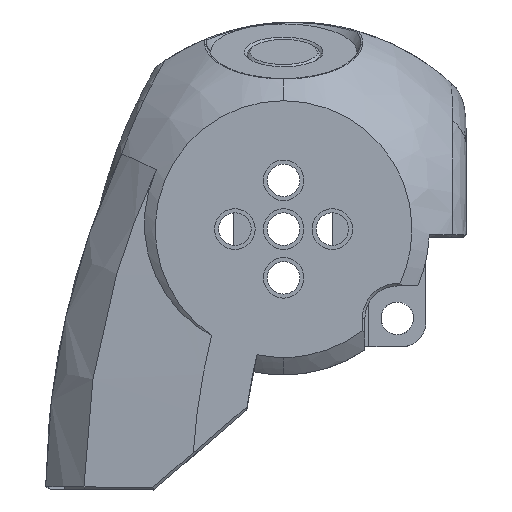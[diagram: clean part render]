
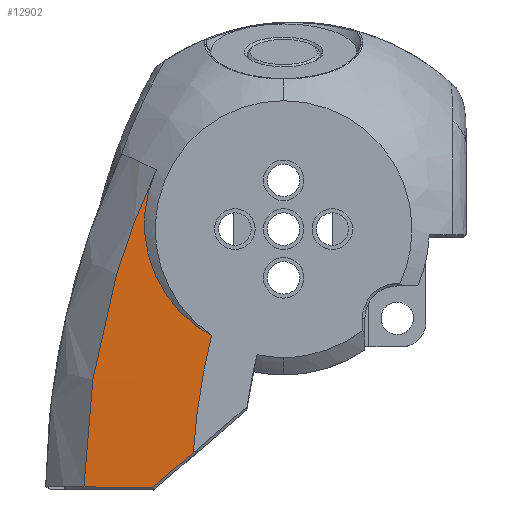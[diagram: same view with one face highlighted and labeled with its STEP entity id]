
A CAD part, left-side view. The second image highlights one B-rep face of the part: STEP entity #12902.
In plain terms, the highlighted conical face has half-angle 85.236 degrees and reference radius 95.279 mm.
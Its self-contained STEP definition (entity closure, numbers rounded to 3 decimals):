
#286 = CARTESIAN_POINT ( 'NONE',  ( -22.449, 21.774, -38.077 ) ) ;
#366 = CARTESIAN_POINT ( 'NONE',  ( -21.745, 26.039, -15.209 ) ) ;
#444 = EDGE_CURVE ( 'NONE', #3233, #9326, #5597, .T. ) ;
#799 = CARTESIAN_POINT ( 'NONE',  ( -21.393, 34.579, -41.745 ) ) ;
#1231 = DIRECTION ( 'NONE',  ( 0., 0., -1. ) ) ;
#1251 = CARTESIAN_POINT ( 'NONE',  ( -22.5, 18.864, -23.093 ) ) ;
#1662 = CARTESIAN_POINT ( 'NONE',  ( -21.458, 27.081, -7.928 ) ) ;
#1724 = CARTESIAN_POINT ( 'NONE',  ( -21.446, 27.028, -7.429 ) ) ;
#1878 = DIRECTION ( 'NONE',  ( 1., 0., 0. ) ) ;
#2269 = CARTESIAN_POINT ( 'NONE',  ( -21.393, 30.697, -15.191 ) ) ;
#2553 = CARTESIAN_POINT ( 'NONE',  ( -22.19, 22.133, -20.847 ) ) ;
#2615 = CARTESIAN_POINT ( 'NONE',  ( -22.46, 19.306, -22.863 ) ) ;
#2677 = CARTESIAN_POINT ( 'NONE',  ( -21.628, 31.765, -41.773 ) ) ;
#2855 = B_SPLINE_CURVE_WITH_KNOTS ( 'NONE', 3,
 ( #12316, #2677, #13687, #5386 ),
 .UNSPECIFIED., .F., .F.,
 ( 4, 4 ),
 ( 0., 0.008 ),
 .UNSPECIFIED. ) ;
#3061 = CARTESIAN_POINT ( 'NONE',  ( -22.5, 18.864, -23.093 ) ) ;
#3080 = CARTESIAN_POINT ( 'NONE',  ( -21.419, 26.776, -5.966 ) ) ;
#3233 = VERTEX_POINT ( 'NONE', #3240 ) ;
#3240 = CARTESIAN_POINT ( 'NONE',  ( -21.393, 25.66, -2.697 ) ) ;
#3319 = CARTESIAN_POINT ( 'NONE',  ( -22.118, 22.837, -20.16 ) ) ;
#3610 = CARTESIAN_POINT ( 'NONE',  ( -21.393, 25.66, -2.697 ) ) ;
#3795 = CARTESIAN_POINT ( 'NONE',  ( -21.604, 26.859, -12.352 ) ) ;
#3865 = VERTEX_POINT ( 'NONE', #799 ) ;
#4714 = EDGE_LOOP ( 'NONE', ( #10810, #5909, #5434, #9453, #10939 ) ) ;
#5159 = CARTESIAN_POINT ( 'NONE',  ( -21.672, 26.504, -13.803 ) ) ;
#5386 = CARTESIAN_POINT ( 'NONE',  ( -22.097, 26.135, -41.827 ) ) ;
#5434 = ORIENTED_EDGE ( 'NONE', *, *, #7437, .F. ) ;
#5597 = B_SPLINE_CURVE_WITH_KNOTS ( 'NONE', 3,
 ( #11316, #7121, #14101, #3080, #9885, #1724, #1662, #7178, #15435, #11262, #3795, #13460, #5159, #366, #9825, #13514, #5678, #11504, #12971, #3319, #2553, #8013, #17686, #9404, #2615, #1251 ),
 .UNSPECIFIED., .F., .F.,
 ( 4, 2, 2, 2, 2, 2, 2, 2, 2, 2, 2, 2, 4 ),
 ( 0., 0.003, 0.004, 0.006, 0.009, 0.01, 0.012, 0.015, 0.016, 0.018, 0.021, 0.022, 0.024 ),
 .UNSPECIFIED. ) ;
#5635 = CONICAL_SURFACE ( 'NONE', #11960, 95.279, 1.488 ) ;
#5659 = CARTESIAN_POINT ( 'NONE',  ( -22.189, 25.009, -40.859 ) ) ;
#5678 = CARTESIAN_POINT ( 'NONE',  ( -21.919, 24.655, -17.828 ) ) ;
#5776 = EDGE_CURVE ( 'NONE', #3865, #14271, #2855, .T. ) ;
#5909 = ORIENTED_EDGE ( 'NONE', *, *, #444, .T. ) ;
#6068 = FACE_OUTER_BOUND ( 'NONE', #4714, .T. ) ;
#6558 = DIRECTION ( 'NONE',  ( 1., 0., 0. ) ) ;
#7035 = CARTESIAN_POINT ( 'NONE',  ( -22.294, 23.715, -39.746 ) ) ;
#7121 = CARTESIAN_POINT ( 'NONE',  ( -21.393, 26.083, -3.603 ) ) ;
#7178 = CARTESIAN_POINT ( 'NONE',  ( -21.496, 27.17, -9.414 ) ) ;
#7437 = EDGE_CURVE ( 'NONE', #16706, #9326, #11589, .T. ) ;
#7658 = CARTESIAN_POINT ( 'NONE',  ( -21.393, 34.493, -35.02 ) ) ;
#8013 = CARTESIAN_POINT ( 'NONE',  ( -22.303, 20.97, -21.779 ) ) ;
#8416 = CARTESIAN_POINT ( 'NONE',  ( -22.398, 22.421, -38.633 ) ) ;
#9326 = VERTEX_POINT ( 'NONE', #3061 ) ;
#9382 = CARTESIAN_POINT ( 'NONE',  ( -21.393, -60.692, -42.964 ) ) ;
#9404 = CARTESIAN_POINT ( 'NONE',  ( -22.42, 19.734, -22.613 ) ) ;
#9453 = ORIENTED_EDGE ( 'NONE', *, *, #16961, .F. ) ;
#9803 = CARTESIAN_POINT ( 'NONE',  ( -22.5, 21.127, -37.52 ) ) ;
#9825 = CARTESIAN_POINT ( 'NONE',  ( -21.799, 25.643, -16.109 ) ) ;
#9885 = CARTESIAN_POINT ( 'NONE',  ( -21.427, 26.875, -6.45 ) ) ;
#10039 = CARTESIAN_POINT ( 'NONE',  ( -22.5, -60.692, -42.964 ) ) ;
#10138 = CARTESIAN_POINT ( 'NONE',  ( -22.5, 21.127, -37.52 ) ) ;
#10272 = EDGE_CURVE ( 'NONE', #3865, #3233, #10426, .T. ) ;
#10426 = B_SPLINE_CURVE_WITH_KNOTS ( 'NONE', 3,
 ( #17307, #7658, #10449, #2269, #11883, #3610 ),
 .UNSPECIFIED., .F., .F.,
 ( 4, 2, 4 ),
 ( 0., 0.5, 1. ),
 .UNSPECIFIED. ) ;
#10449 = CARTESIAN_POINT ( 'NONE',  ( -21.393, 33.693, -28.304 ) ) ;
#10810 = ORIENTED_EDGE ( 'NONE', *, *, #10272, .T. ) ;
#10939 = ORIENTED_EDGE ( 'NONE', *, *, #5776, .F. ) ;
#11262 = CARTESIAN_POINT ( 'NONE',  ( -21.584, 26.945, -11.865 ) ) ;
#11316 = CARTESIAN_POINT ( 'NONE',  ( -21.393, 25.66, -2.697 ) ) ;
#11484 = DIRECTION ( 'NONE',  ( 0., 0., -1. ) ) ;
#11504 = CARTESIAN_POINT ( 'NONE',  ( -21.983, 24.09, -18.643 ) ) ;
#11589 = CIRCLE ( 'NONE', #17773, 82. ) ;
#11883 = CARTESIAN_POINT ( 'NONE',  ( -21.393, 28.503, -8.793 ) ) ;
#11960 = AXIS2_PLACEMENT_3D ( 'NONE', #9382, #6558, #1231 ) ;
#12155 = CARTESIAN_POINT ( 'NONE',  ( -22.097, 26.135, -41.827 ) ) ;
#12316 = CARTESIAN_POINT ( 'NONE',  ( -21.393, 34.579, -41.745 ) ) ;
#12902 = ADVANCED_FACE ( 'NONE', ( #6068 ), #5635, .F. ) ;
#12971 = CARTESIAN_POINT ( 'NONE',  ( -22.016, 23.79, -19.035 ) ) ;
#13460 = CARTESIAN_POINT ( 'NONE',  ( -21.648, 26.638, -13.324 ) ) ;
#13514 = CARTESIAN_POINT ( 'NONE',  ( -21.888, 24.92, -17.403 ) ) ;
#13687 = CARTESIAN_POINT ( 'NONE',  ( -21.863, 28.95, -41.8 ) ) ;
#13954 = CARTESIAN_POINT ( 'NONE',  ( -22.159, 25.384, -41.181 ) ) ;
#14101 = CARTESIAN_POINT ( 'NONE',  ( -21.4, 26.413, -4.534 ) ) ;
#14271 = VERTEX_POINT ( 'NONE', #12155 ) ;
#15238 = CARTESIAN_POINT ( 'NONE',  ( -22.097, 26.135, -41.827 ) ) ;
#15299 = CARTESIAN_POINT ( 'NONE',  ( -22.242, 24.362, -40.302 ) ) ;
#15435 = CARTESIAN_POINT ( 'NONE',  ( -21.528, 27.135, -10.398 ) ) ;
#15849 = B_SPLINE_CURVE_WITH_KNOTS ( 'NONE', 3,
 ( #15238, #17732, #13954, #5659, #15299, #7035, #16664, #8416, #286, #9803 ),
 .UNSPECIFIED., .F., .F.,
 ( 4, 3, 3, 4 ),
 ( 0., 0.001, 0.004, 0.007 ),
 .UNSPECIFIED. ) ;
#16664 = CARTESIAN_POINT ( 'NONE',  ( -22.346, 23.068, -39.19 ) ) ;
#16706 = VERTEX_POINT ( 'NONE', #10138 ) ;
#16961 = EDGE_CURVE ( 'NONE', #14271, #16706, #15849, .T. ) ;
#17307 = CARTESIAN_POINT ( 'NONE',  ( -21.393, 34.579, -41.745 ) ) ;
#17686 = CARTESIAN_POINT ( 'NONE',  ( -22.342, 20.566, -22.071 ) ) ;
#17732 = CARTESIAN_POINT ( 'NONE',  ( -22.128, 25.76, -41.504 ) ) ;
#17773 = AXIS2_PLACEMENT_3D ( 'NONE', #10039, #1878, #11484 ) ;
